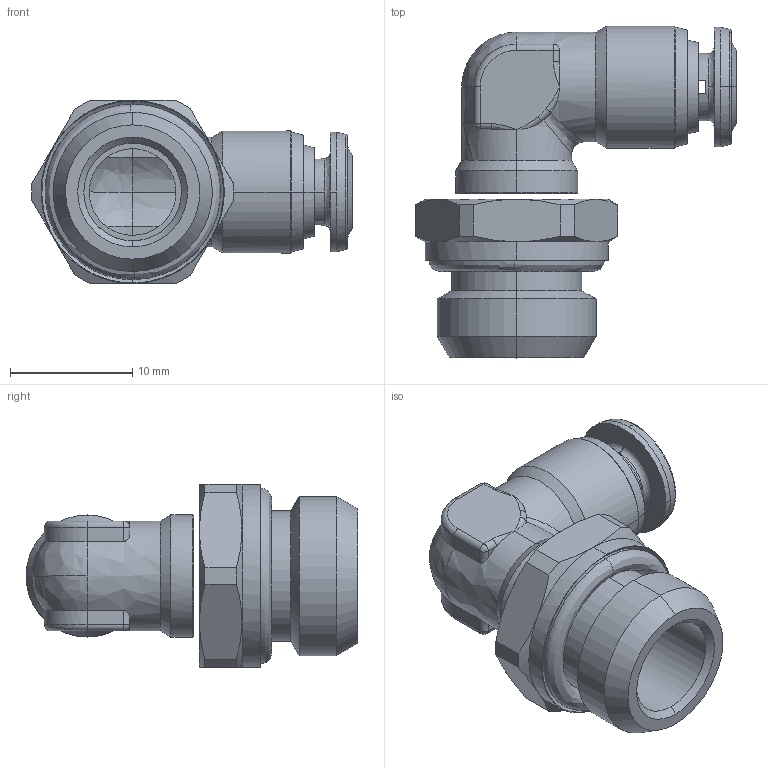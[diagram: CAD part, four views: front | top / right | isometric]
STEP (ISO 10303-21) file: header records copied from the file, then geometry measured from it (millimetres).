
FILE_DESCRIPTION (( 'STEP AP214' ), '1' );
FILE_NAME ('PL04-G02_ICK.STEP', '2018-09-03T13:46:43', ( '' ), ( '' ), 'SwSTEP 2.0', 'SolidWorks 2018', '' );
FILE_SCHEMA (( 'AUTOMOTIVE_DESIGN' ));
Length unit declared in the file: millimetre
Products named in the file (1): PL04-G02_ICK
Bounding box: 26.27 x 27.2 x 15 mm (x, y, z)
Surface area: 2491.5 mm2 (no closed solid volume)
Topology: 0 solids, 5 shells, 146 faces, 376 edges, 221 vertices
Faces by surface type: bspline 146
Entity records: 8320 total; most frequent: CARTESIAN_POINT 6317, ORIENTED_EDGE 680, EDGE_CURVE 362, VERTEX_POINT 221, B_SPLINE_CURVE_WITH_KNOTS 207, EDGE_LOOP 155, ADVANCED_FACE 146, FACE_OUTER_BOUND 146
